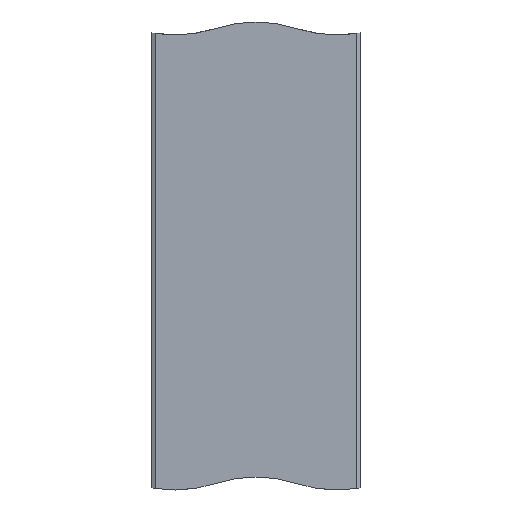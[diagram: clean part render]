
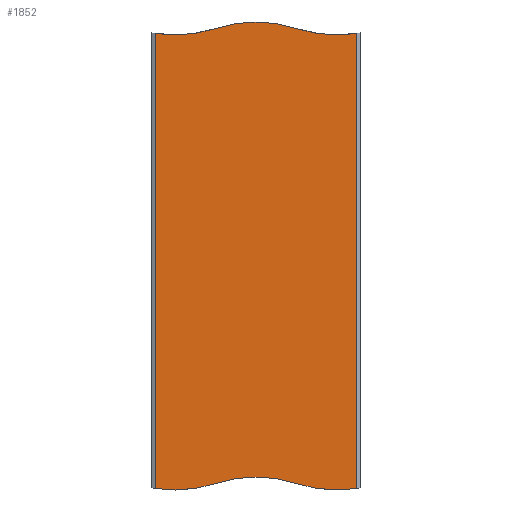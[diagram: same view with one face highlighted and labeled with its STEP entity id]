
A CAD part, top view. The second image highlights one B-rep face of the part: STEP entity #1852.
In plain terms, the highlighted planar face has unit normal (0, 0, 1).
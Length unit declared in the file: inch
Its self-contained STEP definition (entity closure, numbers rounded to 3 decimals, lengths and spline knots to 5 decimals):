
#147=CARTESIAN_POINT('',(7.75,-17.8861,0.1875));
#149=CARTESIAN_POINT('',(7.75,17.1139,0.1875));
#158=DIRECTION('',(0.,-1.,0.));
#159=VECTOR('',#158,35.);
#160=CARTESIAN_POINT('',(-7.75,17.1139,0.1875));
#161=LINE('',#160,#159);
#162=CARTESIAN_POINT('',(-6.245,27.,0.1875));
#163=DIRECTION('',(0.,0.,1.));
#164=DIRECTION('',(-0.151,-0.989,0.));
#165=AXIS2_PLACEMENT_3D('',#162,#163,#164);
#167=CARTESIAN_POINT('',(0.,8.,0.1875));
#168=DIRECTION('',(0.,0.,-1.));
#169=DIRECTION('',(-0.312,0.95,0.));
#170=AXIS2_PLACEMENT_3D('',#167,#168,#169);
#172=CARTESIAN_POINT('',(6.245,27.,0.1875));
#173=DIRECTION('',(0.,0.,1.));
#174=DIRECTION('',(-0.312,-0.95,0.));
#175=AXIS2_PLACEMENT_3D('',#172,#173,#174);
#177=DIRECTION('',(0.,1.,0.));
#178=VECTOR('',#177,35.);
#179=CARTESIAN_POINT('',(7.75,-17.8861,0.1875));
#180=LINE('',#179,#178);
#181=CARTESIAN_POINT('',(6.245,-8.,0.1875));
#182=DIRECTION('',(0.,0.,-1.));
#183=DIRECTION('',(0.151,-0.989,0.));
#184=AXIS2_PLACEMENT_3D('',#181,#182,#183);
#186=CARTESIAN_POINT('',(0.,-27.,0.1875));
#187=DIRECTION('',(0.,0.,1.));
#188=DIRECTION('',(0.312,0.95,0.));
#189=AXIS2_PLACEMENT_3D('',#186,#187,#188);
#191=CARTESIAN_POINT('',(-6.245,-8.,0.1875));
#192=DIRECTION('',(0.,0.,-1.));
#193=DIRECTION('',(0.312,-0.95,0.));
#194=AXIS2_PLACEMENT_3D('',#191,#192,#193);
#196=CARTESIAN_POINT('',(-7.75,-17.8861,0.1875));
#224=CARTESIAN_POINT('',(-7.75,17.1139,0.1875));
#1330=CARTESIAN_POINT('',(-3.1225,17.5,0.1875));
#1331=CARTESIAN_POINT('',(3.1225,17.5,0.1875));
#1332=VERTEX_POINT('',#1330);
#1333=VERTEX_POINT('',#1331);
#1342=CARTESIAN_POINT('',(3.1225,-17.5,0.1875));
#1343=CARTESIAN_POINT('',(-3.1225,-17.5,0.1875));
#1344=VERTEX_POINT('',#1342);
#1345=VERTEX_POINT('',#1343);
#1346=VERTEX_POINT('',#149);
#1350=VERTEX_POINT('',#147);
#1351=VERTEX_POINT('',#196);
#1355=VERTEX_POINT('',#224);
#1832=CARTESIAN_POINT('',(0.,0.,0.1875));
#1833=DIRECTION('',(0.,0.,1.));
#1834=DIRECTION('',(1.,0.,0.));
#1835=AXIS2_PLACEMENT_3D('',#1832,#1833,#1834);
#1836=PLANE('',#1835);
#1838=ORIENTED_EDGE('',*,*,#1837,.F.);
#1840=ORIENTED_EDGE('',*,*,#1839,.T.);
#1842=ORIENTED_EDGE('',*,*,#1841,.T.);
#1843=ORIENTED_EDGE('',*,*,#1822,.T.);
#1844=ORIENTED_EDGE('',*,*,#1811,.F.);
#1845=ORIENTED_EDGE('',*,*,#1796,.T.);
#1847=ORIENTED_EDGE('',*,*,#1846,.T.);
#1849=ORIENTED_EDGE('',*,*,#1848,.T.);
#1850=EDGE_LOOP('',(#1838,#1840,#1842,#1843,#1844,#1845,#1847,#1849));
#1851=FACE_OUTER_BOUND('',#1850,.F.);
#1852=ADVANCED_FACE('',(#1851),#1836,.T.);
#166=CIRCLE('',#165,10.);
#171=CIRCLE('',#170,10.);
#176=CIRCLE('',#175,10.);
#185=CIRCLE('',#184,10.);
#190=CIRCLE('',#189,10.);
#195=CIRCLE('',#194,10.);
#1796=EDGE_CURVE('',#1350,#1344,#185,.T.);
#1811=EDGE_CURVE('',#1350,#1346,#180,.T.);
#1822=EDGE_CURVE('',#1333,#1346,#176,.T.);
#1837=EDGE_CURVE('',#1355,#1351,#161,.T.);
#1839=EDGE_CURVE('',#1355,#1332,#166,.T.);
#1841=EDGE_CURVE('',#1332,#1333,#171,.T.);
#1846=EDGE_CURVE('',#1344,#1345,#190,.T.);
#1848=EDGE_CURVE('',#1345,#1351,#195,.T.);
